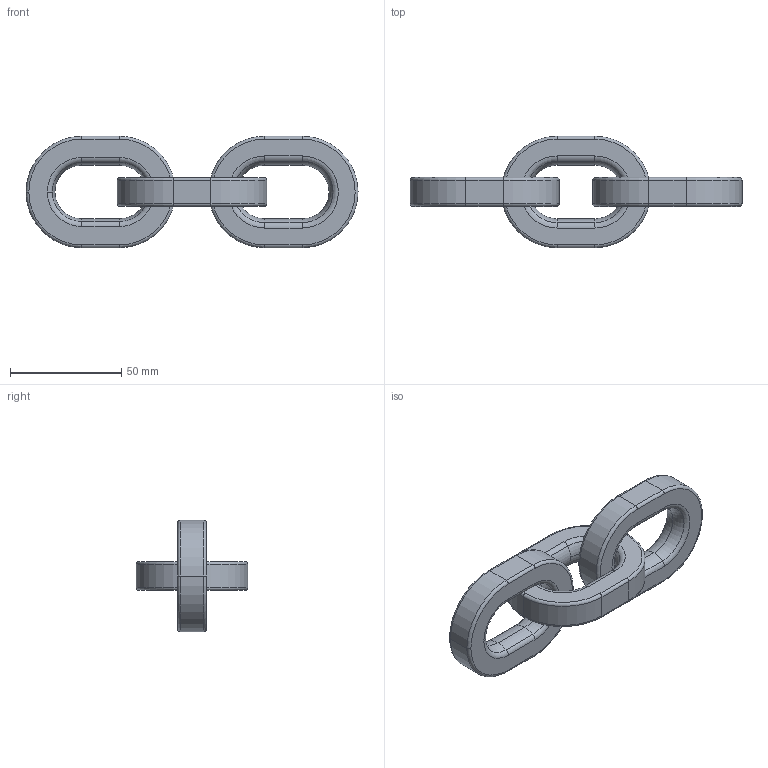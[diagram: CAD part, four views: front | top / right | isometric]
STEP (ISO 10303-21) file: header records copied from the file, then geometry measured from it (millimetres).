
FILE_DESCRIPTION(('STEP AP214'),'1');
FILE_NAME('winpro_13_b.stp','2018-03-22T11:23:50',('TraceParts'),('TraceParts S.A.'),'Spatial InterOp 3D',' ',' ');
FILE_SCHEMA(('automotive_design'));
Length unit declared in the file: millimetre
Products named in the file (3): winpro_13_b_1; winpro_13_b_2; winpro_13_b_3
Bounding box: 149 x 50 x 50 mm (x, y, z)
Volume: 71941.8 mm3; surface area: 21512.7 mm2
Topology: 3 solids, 3 shells, 116 faces, 254 edges, 144 vertices
Faces by surface type: torus 60, cylinder 44, plane 12
Entity records: 4207 total; most frequent: DIRECTION 678, CARTESIAN_POINT 517, ORIENTED_EDGE 508, AXIS2_PLACEMENT_3D 305, EDGE_CURVE 254, CIRCLE 186, VERTEX_POINT 144, EDGE_LOOP 122
